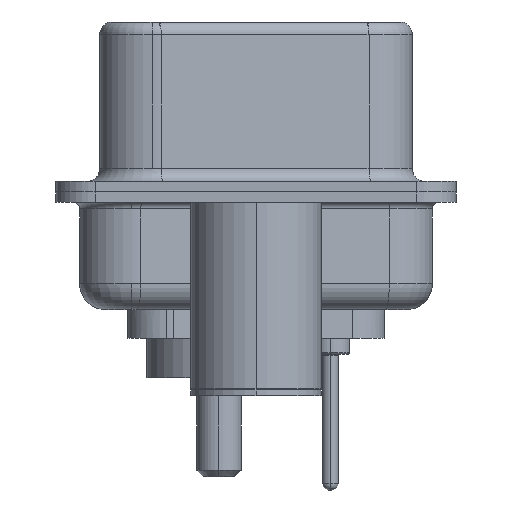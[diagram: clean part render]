
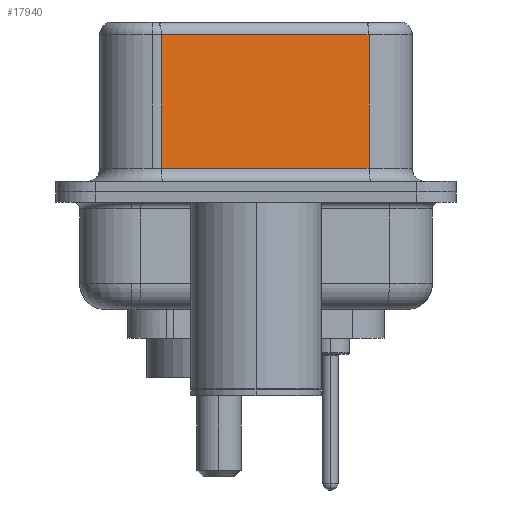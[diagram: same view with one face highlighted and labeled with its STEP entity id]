
A CAD part, left-side view. The second image highlights one B-rep face of the part: STEP entity #17940.
In plain terms, the highlighted planar face has unit normal (-0.985, -0.174, 0).
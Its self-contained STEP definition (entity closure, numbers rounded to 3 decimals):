
#767 = ORIENTED_EDGE ( 'NONE', *, *, #20944, .T. ) ;
#1545 = DIRECTION ( 'NONE',  ( -0.174, 0.985, 0. ) ) ;
#1888 = LINE ( 'NONE', #8199, #18740 ) ;
#3080 = LINE ( 'NONE', #6394, #15938 ) ;
#3876 = ORIENTED_EDGE ( 'NONE', *, *, #15593, .T. ) ;
#3927 = FACE_OUTER_BOUND ( 'NONE', #4976, .T. ) ;
#4368 = CARTESIAN_POINT ( 'NONE',  ( 5.132, -4.322, 6.02 ) ) ;
#4444 = VERTEX_POINT ( 'NONE', #7899 ) ;
#4976 = EDGE_LOOP ( 'NONE', ( #21088, #3876, #6323, #767 ) ) ;
#5439 = VECTOR ( 'NONE', #11140, 1000. ) ;
#5773 = DIRECTION ( 'NONE',  ( -0.174, 0.985, 0. ) ) ;
#6323 = ORIENTED_EDGE ( 'NONE', *, *, #14404, .T. ) ;
#6392 = CARTESIAN_POINT ( 'NONE',  ( 5.132, -4.322, 0.9 ) ) ;
#6394 = CARTESIAN_POINT ( 'NONE',  ( 5.132, -4.322, 0.9 ) ) ;
#7899 = CARTESIAN_POINT ( 'NONE',  ( 3.73, 3.628, 6.02 ) ) ;
#8049 = DIRECTION ( 'NONE',  ( 0.174, -0.985, 0. ) ) ;
#8199 = CARTESIAN_POINT ( 'NONE',  ( 5.132, -4.322, 6.02 ) ) ;
#8607 = DIRECTION ( 'NONE',  ( 0., 0., -1. ) ) ;
#8961 = VERTEX_POINT ( 'NONE', #13016 ) ;
#9015 = PLANE ( 'NONE',  #19794 ) ;
#9406 = CARTESIAN_POINT ( 'NONE',  ( 5.132, -4.322, 6.52 ) ) ;
#10745 = EDGE_CURVE ( 'NONE', #11381, #13975, #18919, .T. ) ;
#11140 = DIRECTION ( 'NONE',  ( 0., 0., -1. ) ) ;
#11381 = VERTEX_POINT ( 'NONE', #4368 ) ;
#11903 = VECTOR ( 'NONE', #8607, 1000. ) ;
#13016 = CARTESIAN_POINT ( 'NONE',  ( 3.73, 3.628, 0.9 ) ) ;
#13975 = VERTEX_POINT ( 'NONE', #6392 ) ;
#14404 = EDGE_CURVE ( 'NONE', #4444, #8961, #20378, .T. ) ;
#15593 = EDGE_CURVE ( 'NONE', #11381, #4444, #1888, .T. ) ;
#15876 = DIRECTION ( 'NONE',  ( 0.985, 0.174, 0. ) ) ;
#15938 = VECTOR ( 'NONE', #8049, 1000. ) ;
#17940 = ADVANCED_FACE ( 'NONE', ( #3927 ), #9015, .F. ) ;
#18740 = VECTOR ( 'NONE', #1545, 1000. ) ;
#18769 = CARTESIAN_POINT ( 'NONE',  ( 3.73, 3.628, 6.52 ) ) ;
#18919 = LINE ( 'NONE', #9406, #5439 ) ;
#19215 = CARTESIAN_POINT ( 'NONE',  ( 5.132, -4.322, 6.52 ) ) ;
#19794 = AXIS2_PLACEMENT_3D ( 'NONE', #19215, #15876, #5773 ) ;
#20378 = LINE ( 'NONE', #18769, #11903 ) ;
#20944 = EDGE_CURVE ( 'NONE', #8961, #13975, #3080, .T. ) ;
#21088 = ORIENTED_EDGE ( 'NONE', *, *, #10745, .F. ) ;
